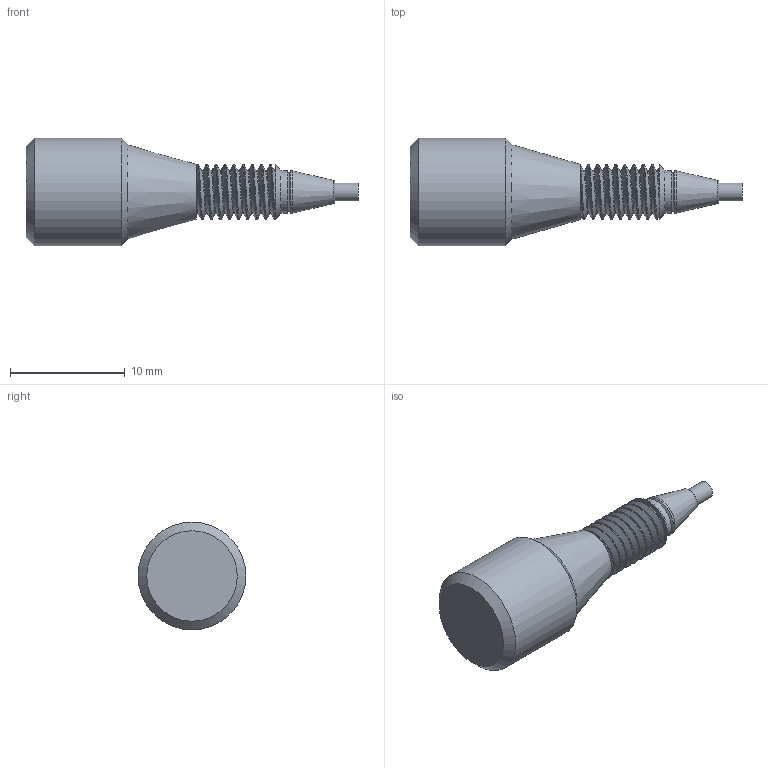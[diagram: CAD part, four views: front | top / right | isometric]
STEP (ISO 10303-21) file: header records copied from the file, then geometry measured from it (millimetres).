
FILE_DESCRIPTION((''),'2;1');
FILE_NAME('305058-ZP1FPK Plug.stp','2013-08-20T14:03:12',('Franzp'),(''),'Autodesk Inventor 2013','Autodesk Inventor 2013','');
FILE_SCHEMA(('AUTOMOTIVE_DESIGN { 1 0 10303 214 1 1 1 1 }'));
Length unit declared in the file: millimetre
Products named in the file (3): 305058; 310186; 310185
Assembly tree (2 placements, depth 2):
  305058
    310186
    310185
Bounding box: 28.96 x 9.4 x 9.4 mm (x, y, z)
Volume: 945.5 mm3; surface area: 932.8 mm2
Topology: 3 solids, 3 shells, 42 faces, 77 edges, 49 vertices
Faces by surface type: plane 14, cylinder 12, cone 8, bspline 6, torus 2
Full cylindrical faces by diameter (mm): 1.575 x1, 2.49 x1, 2.667 x1, 2.794 x1, 2.87 x1, 2.997 x1, 3.649 x2, 3.683 x2, 9.398 x1
Entity records: 4260 total; most frequent: CARTESIAN_POINT 3459, DIRECTION 150, ORIENTED_EDGE 106, AXIS2_PLACEMENT_3D 75, EDGE_LOOP 73, EDGE_CURVE 53, VERTEX_POINT 46, FACE_OUTER_BOUND 42
